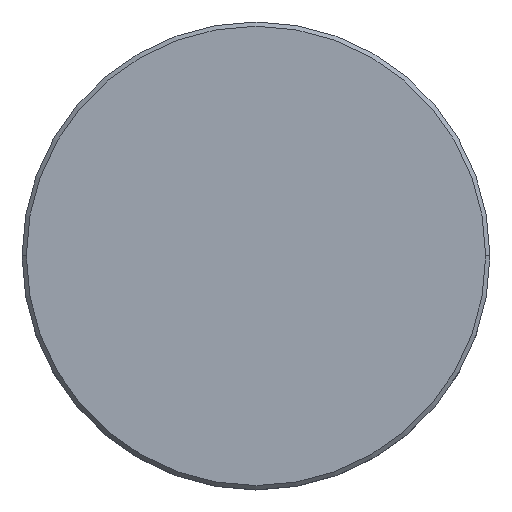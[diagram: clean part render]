
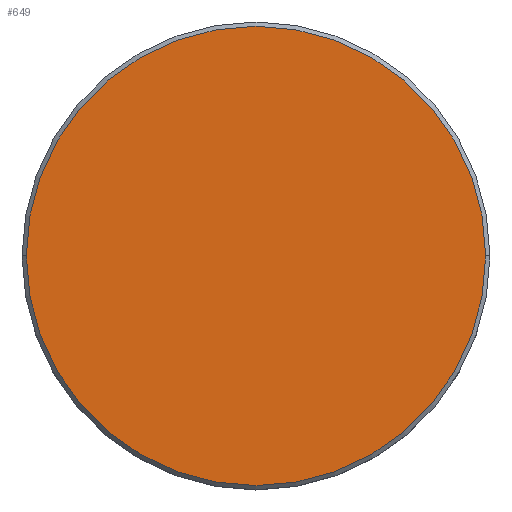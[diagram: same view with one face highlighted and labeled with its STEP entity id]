
A CAD part, top view. The second image highlights one B-rep face of the part: STEP entity #649.
In plain terms, the highlighted planar face has unit normal (0, 0, 1).
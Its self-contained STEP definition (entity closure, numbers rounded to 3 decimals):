
#16 = ORIENTED_EDGE ( 'NONE', *, *, #842, .T. ) ;
#30 = DIRECTION ( 'NONE',  ( 1., 0., 0. ) ) ;
#49 = DIRECTION ( 'NONE',  ( 1., 0., 0. ) ) ;
#77 = CIRCLE ( 'NONE', #676, 27. ) ;
#174 = DIRECTION ( 'NONE',  ( 0., 0., 1. ) ) ;
#213 = CARTESIAN_POINT ( 'NONE',  ( 0., 0., 0. ) ) ;
#293 = DIRECTION ( 'NONE',  ( 0., 0., 1. ) ) ;
#330 = DIRECTION ( 'NONE',  ( 1., 0., 0. ) ) ;
#361 = CARTESIAN_POINT ( 'NONE',  ( 0., 0., 0. ) ) ;
#420 = VERTEX_POINT ( 'NONE', #1003 ) ;
#477 = AXIS2_PLACEMENT_3D ( 'NONE', #652, #174, #330 ) ;
#504 = EDGE_LOOP ( 'NONE', ( #16, #678 ) ) ;
#532 = EDGE_CURVE ( 'NONE', #817, #420, #898, .T. ) ;
#649 = ADVANCED_FACE ( 'NONE', ( #744 ), #824, .T. ) ;
#652 = CARTESIAN_POINT ( 'NONE',  ( 0., 0., 0. ) ) ;
#676 = AXIS2_PLACEMENT_3D ( 'NONE', #361, #933, #30 ) ;
#678 = ORIENTED_EDGE ( 'NONE', *, *, #532, .T. ) ;
#744 = FACE_OUTER_BOUND ( 'NONE', #504, .T. ) ;
#802 = AXIS2_PLACEMENT_3D ( 'NONE', #213, #293, #49 ) ;
#817 = VERTEX_POINT ( 'NONE', #909 ) ;
#824 = PLANE ( 'NONE',  #477 ) ;
#842 = EDGE_CURVE ( 'NONE', #420, #817, #77, .T. ) ;
#898 = CIRCLE ( 'NONE', #802, 27. ) ;
#909 = CARTESIAN_POINT ( 'NONE',  ( 27., 0., 0. ) ) ;
#933 = DIRECTION ( 'NONE',  ( 0., 0., 1. ) ) ;
#1003 = CARTESIAN_POINT ( 'NONE',  ( -27., 0., 0. ) ) ;
